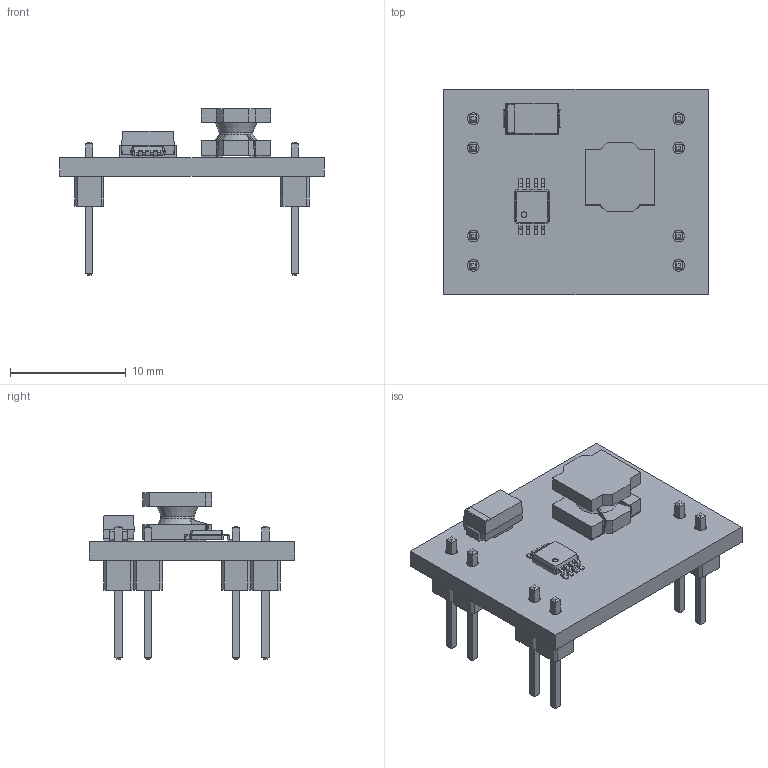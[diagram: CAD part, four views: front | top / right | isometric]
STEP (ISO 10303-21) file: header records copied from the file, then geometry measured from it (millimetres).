
FILE_DESCRIPTION(('KiCad electronic assembly'),'2;1');
FILE_NAME('spannungswandler 6x8.step','2018-12-08T09:18:23',('An Author' ),('A Company'),'Open CASCADE STEP processor 6.9', 'KiCad to STEP converter','Unknown');
FILE_SCHEMA(('AUTOMOTIVE_DESIGN { 1 0 10303 214 1 1 1 1 }'));
Length unit declared in the file: millimetre
Products named in the file (10): Open CASCADE STEP translator 6.9 1; D_SMA; SOLID; PinHeader_1x02_P2.54mm_Vertical; L_Bourns_SRN6045TA; MSOP-8_3x3mm_P0.65mm; COMPOUND
Assembly tree (12 placements, depth 3):
  Open CASCADE STEP translator 6.9 1
    D_SMA
      SOLID
    PinHeader_1x02_P2.54mm_Vertical  x4
      SOLID
    L_Bourns_SRN6045TA
      SOLID
    MSOP-8_3x3mm_P0.65mm
      SOLID
    COMPOUND
Bounding box: 22.86 x 17.78 x 14.44 mm (x, y, z)
Volume: 926.9 mm3; surface area: 1689.3 mm2
Topology: 8 solids, 8 shells, 479 faces, 1196 edges, 752 vertices
Faces by surface type: plane 385, cylinder 49, bspline 42, cone 2, torus 1
Full cylindrical faces by diameter (mm): 0.5 x1, 1 x8
Entity records: 23297 total; most frequent: CARTESIAN_POINT 4488, DIRECTION 2970, LINE 2069, VECTOR 2069, ORIENTED_EDGE 1660, PCURVE 1660, DEFINITIONAL_REPRESENTATION 1660, EDGE_CURVE 830
